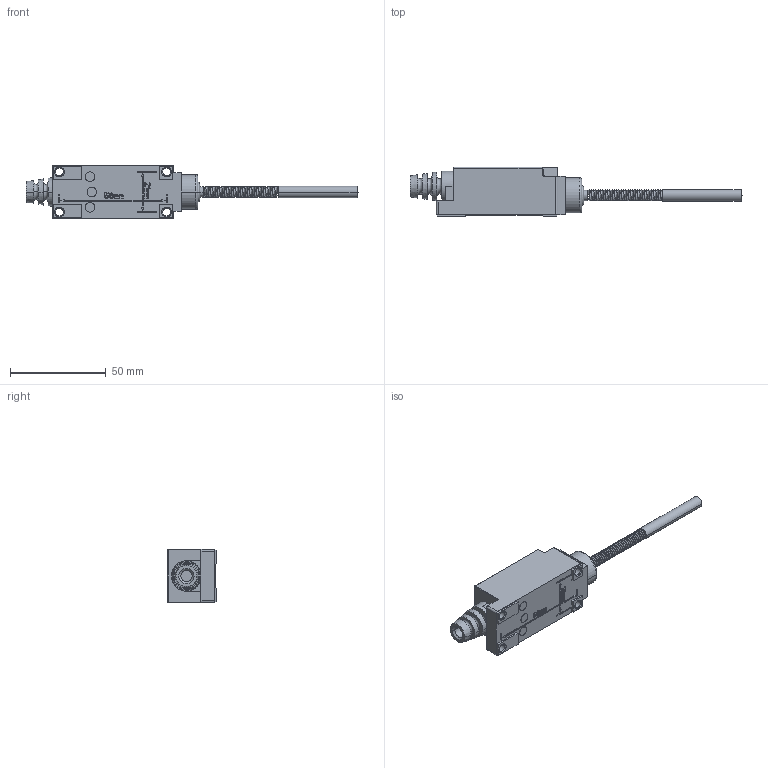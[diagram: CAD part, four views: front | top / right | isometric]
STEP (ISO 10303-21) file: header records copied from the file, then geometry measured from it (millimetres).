
FILE_DESCRIPTION((''),'2;1');
FILE_NAME('LA167-Z8-167','2024-11-22T',('Administrator'),('zyb.com'),'PRO/ENGINEER BY PARAMETRIC TECHNOLOGY CORPORATION, 2010280','PRO/ENGINEER BY PARAMETRIC TECHNOLOGY CORPORATION, 2010280','');
FILE_SCHEMA(('CONFIG_CONTROL_DESIGN'));
Length unit declared in the file: millimetre
Products named in the file (1): LA167-Z8-167
Bounding box: 173.45 x 25.98 x 28 mm (x, y, z)
Volume: 46396.8 mm3; surface area: 13633.4 mm2
Topology: 3 solids, 3 shells, 537 faces, 1436 edges, 939 vertices
Faces by surface type: plane 421, cylinder 59, bspline 18, cone 17, sphere 12, torus 10
Entity records: 22428 total; most frequent: CARTESIAN_POINT 8933, ORIENTED_EDGE 2868, DIRECTION 2630, EDGE_CURVE 1434, VECTOR 1182, LINE 1182, VERTEX_POINT 939, AXIS2_PLACEMENT_3D 724
